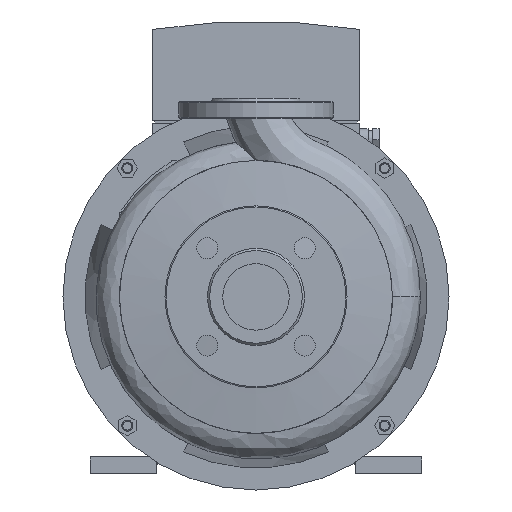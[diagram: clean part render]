
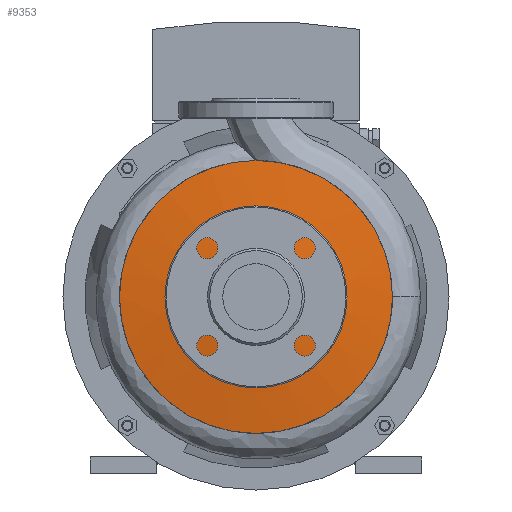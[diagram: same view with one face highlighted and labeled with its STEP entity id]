
A CAD part, left-side view. The second image highlights one B-rep face of the part: STEP entity #9353.
In plain terms, the highlighted conical face has half-angle 83.423 degrees and reference radius 88.365 mm.
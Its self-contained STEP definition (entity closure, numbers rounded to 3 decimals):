
#38=CONICAL_SURFACE('',#10290,88.365,1.456);
#344=FACE_BOUND('',#2275,.T.);
#730=CIRCLE('',#10211,123.68);
#767=CIRCLE('',#10291,53.05);
#1618=FACE_OUTER_BOUND('',#2274,.T.);
#2274=EDGE_LOOP('',(#8786));
#2275=EDGE_LOOP('',(#8787));
#4790=VERTEX_POINT('',#18937);
#4849=VERTEX_POINT('',#20153);
#6068=EDGE_CURVE('',#4790,#4790,#730,.T.);
#6163=EDGE_CURVE('',#4849,#4849,#767,.T.);
#8786=ORIENTED_EDGE('',*,*,#6163,.F.);
#8787=ORIENTED_EDGE('',*,*,#6068,.T.);
#9353=ADVANCED_FACE('',(#1618,#344),#38,.T.);
#10211=AXIS2_PLACEMENT_3D('',#18938,#12748,#12749);
#10290=AXIS2_PLACEMENT_3D('',#20152,#12939,#12940);
#10291=AXIS2_PLACEMENT_3D('',#20154,#12941,#12942);
#12748=DIRECTION('center_axis',(-1.,0.,0.));
#12749=DIRECTION('ref_axis',(0.,0.,1.));
#12939=DIRECTION('center_axis',(1.,0.,0.));
#12940=DIRECTION('ref_axis',(0.,0.,1.));
#12941=DIRECTION('center_axis',(-1.,0.,0.));
#12942=DIRECTION('ref_axis',(0.,0.,1.));
#18937=CARTESIAN_POINT('',(-31.857,0.,283.68));
#18938=CARTESIAN_POINT('Origin',(-31.857,0.,160.));
#20152=CARTESIAN_POINT('Origin',(-35.929,0.,160.));
#20153=CARTESIAN_POINT('',(-40.,0.,213.05));
#20154=CARTESIAN_POINT('Origin',(-40.,0.,160.));
